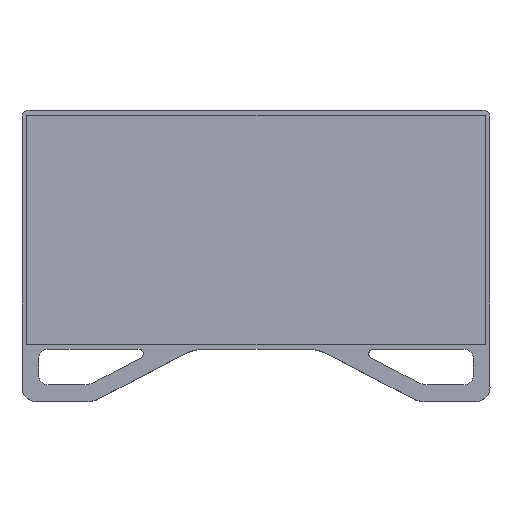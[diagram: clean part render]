
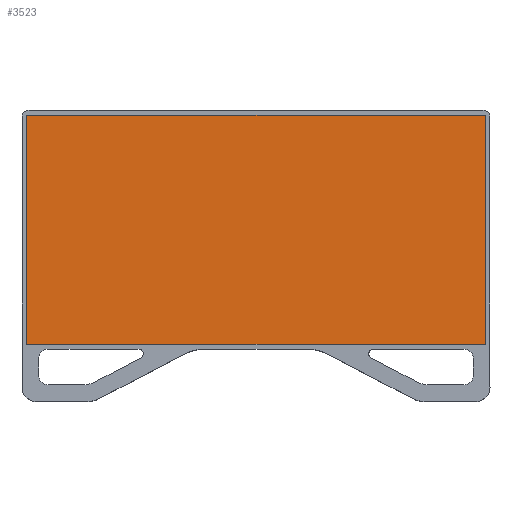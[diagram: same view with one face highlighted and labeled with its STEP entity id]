
A CAD part, top view. The second image highlights one B-rep face of the part: STEP entity #3523.
In plain terms, the highlighted planar face has unit normal (0, 0, 1).
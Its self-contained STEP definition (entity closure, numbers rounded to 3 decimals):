
#354=FACE_OUTER_BOUND('',#552,.T.);
#552=EDGE_LOOP('',(#2382,#2383,#2384,#2385));
#808=LINE('',#5205,#1154);
#811=LINE('',#5211,#1157);
#814=LINE('',#5217,#1160);
#817=LINE('',#5221,#1163);
#1154=VECTOR('',#4103,10.);
#1157=VECTOR('',#4108,10.);
#1160=VECTOR('',#4113,10.);
#1163=VECTOR('',#4118,10.);
#1500=VERTEX_POINT('',#5202);
#1501=VERTEX_POINT('',#5204);
#1503=VERTEX_POINT('',#5210);
#1505=VERTEX_POINT('',#5216);
#1844=EDGE_CURVE('',#1501,#1500,#808,.T.);
#1847=EDGE_CURVE('',#1503,#1501,#811,.T.);
#1850=EDGE_CURVE('',#1505,#1503,#814,.T.);
#1853=EDGE_CURVE('',#1500,#1505,#817,.T.);
#2382=ORIENTED_EDGE('',*,*,#1853,.T.);
#2383=ORIENTED_EDGE('',*,*,#1850,.T.);
#2384=ORIENTED_EDGE('',*,*,#1847,.T.);
#2385=ORIENTED_EDGE('',*,*,#1844,.T.);
#3418=PLANE('',#3725);
#3523=ADVANCED_FACE('',(#354),#3418,.T.);
#3725=AXIS2_PLACEMENT_3D('',#5222,#4119,#4120);
#4103=DIRECTION('',(0.,1.,0.));
#4108=DIRECTION('',(1.,0.,0.));
#4113=DIRECTION('',(0.,-1.,0.));
#4118=DIRECTION('',(-1.,0.,0.));
#4119=DIRECTION('center_axis',(0.,0.,1.));
#4120=DIRECTION('ref_axis',(1.,0.,0.));
#5202=CARTESIAN_POINT('',(0.,96.,14.));
#5204=CARTESIAN_POINT('',(0.,0.,14.));
#5205=CARTESIAN_POINT('',(0.,96.,14.));
#5210=CARTESIAN_POINT('',(-192.,0.,14.));
#5211=CARTESIAN_POINT('',(0.,0.,14.));
#5216=CARTESIAN_POINT('',(-192.,96.,14.));
#5217=CARTESIAN_POINT('',(-192.,0.,14.));
#5221=CARTESIAN_POINT('',(-192.,96.,14.));
#5222=CARTESIAN_POINT('Origin',(-96.,48.,14.));
